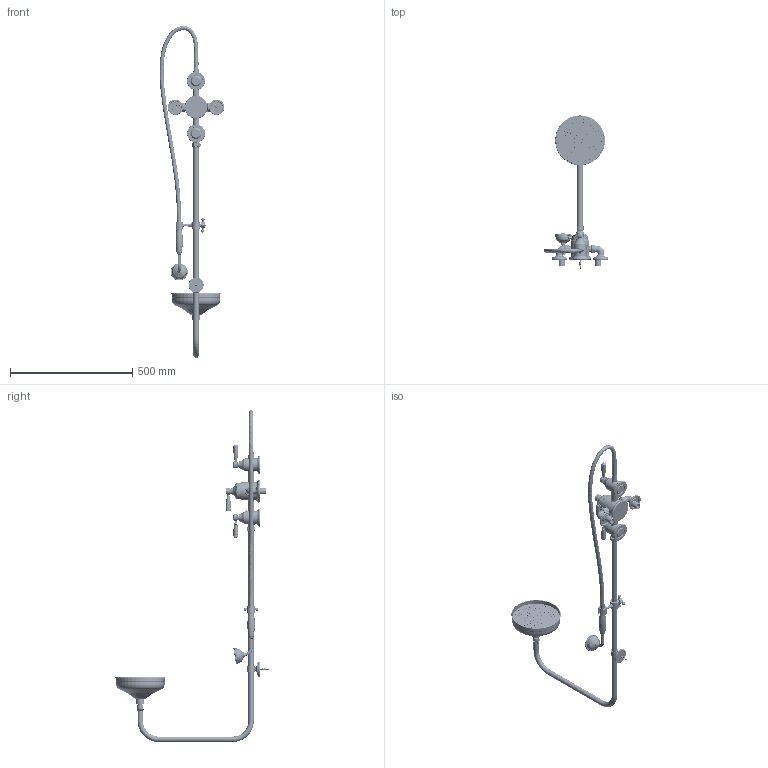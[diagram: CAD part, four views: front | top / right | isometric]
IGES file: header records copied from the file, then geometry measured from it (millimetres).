
Global section: file name: No Iges File Name specified; native system: Autodesk Inventor 2010; preprocessor: AutoDesk Inventor Iges Exporter R2010; author: adaniels; date: 20100528.134819; units: millimetre
Bounding box: 265.73 x 627.49 x 1360.51 mm (x, y, z)
Volume: 2879259.2 mm3; surface area: 863623.4 mm2
Topology: 148 solids, 148 shells, 7231 faces, 18468 edges, 11810 vertices
Faces by surface type: plane 2688, revolution 1549, cylinder 990, bspline 942, cone 581, torus 402, sphere 79
